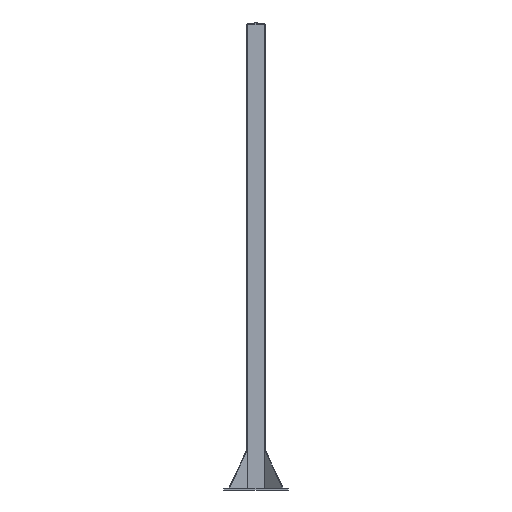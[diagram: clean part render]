
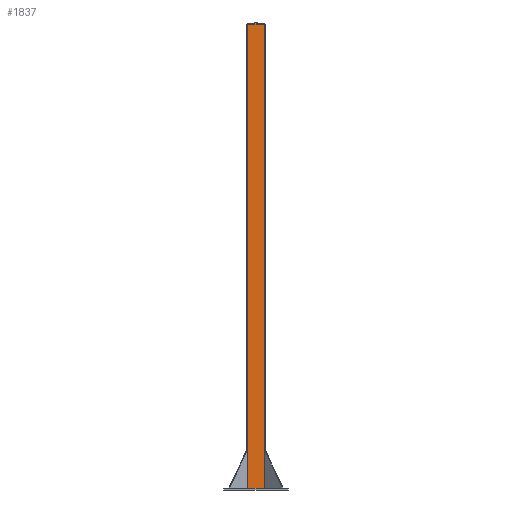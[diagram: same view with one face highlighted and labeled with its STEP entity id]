
A CAD part, left-side view. The second image highlights one B-rep face of the part: STEP entity #1837.
In plain terms, the highlighted planar face has unit normal (-1, 0, 0).
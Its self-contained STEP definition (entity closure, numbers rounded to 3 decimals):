
#1837=ADVANCED_FACE('',(#3244),#3245,.F.);
#3244=FACE_OUTER_BOUND('',#7492,.T.);
#3245=PLANE('',#7493);
#7492=EDGE_LOOP('',(#9761,#9762,#9763,#9764));
#7493=AXIS2_PLACEMENT_3D('',#9765,#9766,#9767);
#9761=ORIENTED_EDGE('',*,*,#11368,.F.);
#9762=ORIENTED_EDGE('',*,*,#11356,.T.);
#9763=ORIENTED_EDGE('',*,*,#11369,.T.);
#9764=ORIENTED_EDGE('',*,*,#11359,.T.);
#9765=CARTESIAN_POINT('',(-25.0,19.444,27.778));
#9766=DIRECTION('',(1.0,0.0,0.0));
#9767=DIRECTION('',(0.0,0.0,-1.0));
#11356=EDGE_CURVE('',#12710,#12714,#12716,.T.);
#11359=EDGE_CURVE('',#12721,#12718,#12722,.F.);
#11368=EDGE_CURVE('',#12710,#12718,#12736,.T.);
#11369=EDGE_CURVE('',#12714,#12721,#12737,.T.);
#12710=VERTEX_POINT('',#16299);
#12714=VERTEX_POINT('',#16304);
#12716=LINE('',#16306,#16307);
#12718=VERTEX_POINT('',#16309);
#12721=VERTEX_POINT('',#16312);
#12722=LINE('',#16313,#16314);
#12736=LINE('',#16331,#16332);
#12737=LINE('',#16333,#16334);
#16299=CARTESIAN_POINT('',(-25.0,11.944,27.778));
#16304=CARTESIAN_POINT('',(-25.0,11.944,-3562.222));
#16306=CARTESIAN_POINT('',(-25.0,11.944,27.778));
#16307=VECTOR('',#17869,1.0);
#16309=CARTESIAN_POINT('',(-25.0,-113.056,27.778));
#16312=CARTESIAN_POINT('',(-25.0,-113.056,-3562.222));
#16313=CARTESIAN_POINT('',(-25.0,-113.056,27.778));
#16314=VECTOR('',#17873,1.0);
#16331=CARTESIAN_POINT('',(-25.0,19.444,27.778));
#16332=VECTOR('',#17886,1.0);
#16333=CARTESIAN_POINT('',(-25.0,19.444,-3562.222));
#16334=VECTOR('',#17887,1.0);
#17869=DIRECTION('',(0.0,0.0,-1.0));
#17873=DIRECTION('',(0.0,0.0,-1.0));
#17886=DIRECTION('',(0.0,-1.0,0.0));
#17887=DIRECTION('',(0.0,-1.0,0.0));
